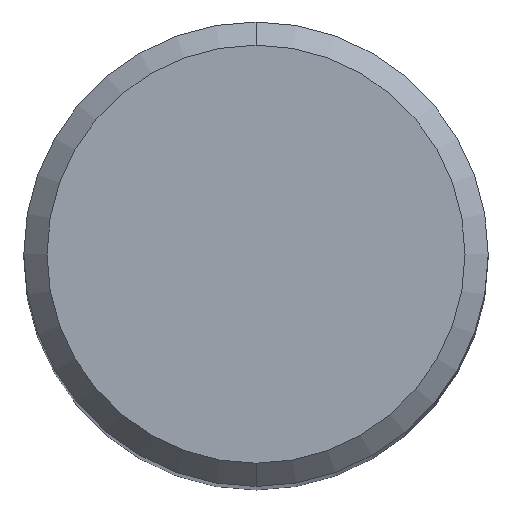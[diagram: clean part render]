
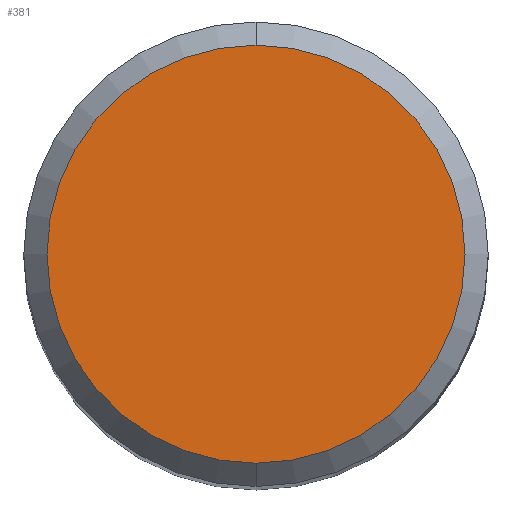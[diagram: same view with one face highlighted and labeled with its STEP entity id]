
A CAD part, top view. The second image highlights one B-rep face of the part: STEP entity #381.
In plain terms, the highlighted planar face has unit normal (0, 0, 1).
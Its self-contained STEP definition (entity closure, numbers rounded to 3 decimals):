
#333=EDGE_CURVE('',#419,#399,#657,.T.);
#345=EDGE_CURVE('',#399,#419,#670,.T.);
#381=ADVANCED_FACE('',(#709),#710,.T.);
#399=VERTEX_POINT('',#730);
#419=VERTEX_POINT('',#752);
#657=CIRCLE('',#1136,4.5);
#670=CIRCLE('',#1178,4.5);
#709=FACE_OUTER_BOUND('',#1256,.T.);
#710=PLANE('',#1257);
#730=CARTESIAN_POINT('',(0.,-4.5,0.0));
#752=CARTESIAN_POINT('',(0.0,4.5,0.0));
#1136=AXIS2_PLACEMENT_3D('',#1682,#1683,#1684);
#1178=AXIS2_PLACEMENT_3D('',#1694,#1695,#1696);
#1256=EDGE_LOOP('',(#1738,#1739));
#1257=AXIS2_PLACEMENT_3D('',#1740,#1741,#1742);
#1682=CARTESIAN_POINT('',(0.0,0.0,0.0));
#1683=DIRECTION('',(0.0,0.0,-1.0));
#1684=DIRECTION('',(0.0,1.0,0.0));
#1694=CARTESIAN_POINT('',(0.0,0.0,0.0));
#1695=DIRECTION('',(0.0,0.0,-1.0));
#1696=DIRECTION('',(0.0,1.0,0.0));
#1738=ORIENTED_EDGE('',*,*,#333,.F.);
#1739=ORIENTED_EDGE('',*,*,#345,.F.);
#1740=CARTESIAN_POINT('',(0.0,2.25,0.0));
#1741=DIRECTION('',(-0.0,0.0,1.0));
#1742=DIRECTION('',(0.0,-1.0,0.0));
